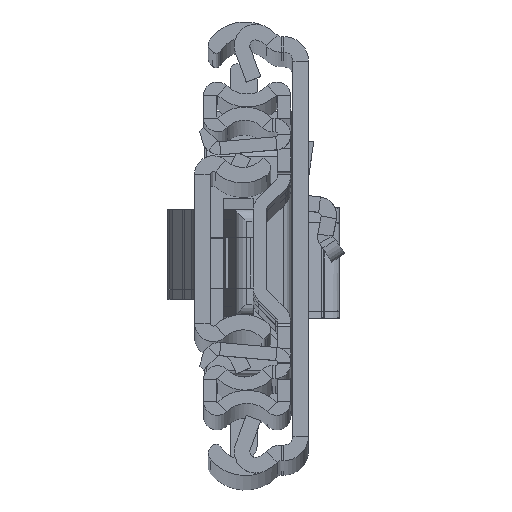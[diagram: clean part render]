
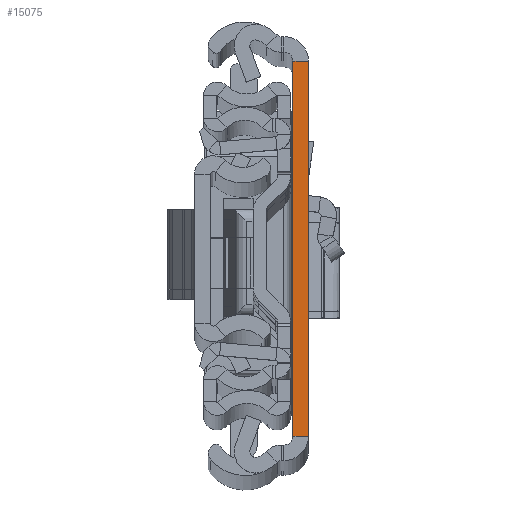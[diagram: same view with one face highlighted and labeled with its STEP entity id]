
A CAD part, top view. The second image highlights one B-rep face of the part: STEP entity #15075.
In plain terms, the highlighted planar face has unit normal (0, 0, 1).
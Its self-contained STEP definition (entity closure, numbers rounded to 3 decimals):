
#138 = ORIENTED_EDGE ( 'NONE', *, *, #4527, .T. ) ;
#247 = PLANE ( 'NONE',  #3740 ) ;
#1586 = LINE ( 'NONE', #1779, #9471 ) ;
#1722 = ORIENTED_EDGE ( 'NONE', *, *, #2348, .T. ) ;
#1779 = CARTESIAN_POINT ( 'NONE',  ( 0., -31.5, 0. ) ) ;
#1853 = EDGE_LOOP ( 'NONE', ( #17436, #8115, #138, #1722 ) ) ;
#2153 = VECTOR ( 'NONE', #9009, 1000. ) ;
#2348 = EDGE_CURVE ( 'NONE', #14997, #14933, #11822, .T. ) ;
#2727 = EDGE_CURVE ( 'NONE', #4894, #14933, #16061, .T. ) ;
#3298 = LINE ( 'NONE', #10387, #2153 ) ;
#3740 = AXIS2_PLACEMENT_3D ( 'NONE', #12077, #6259, #15038 ) ;
#4527 = EDGE_CURVE ( 'NONE', #10588, #14997, #3298, .T. ) ;
#4894 = VERTEX_POINT ( 'NONE', #14918 ) ;
#6259 = DIRECTION ( 'NONE',  ( 0., 0., -1. ) ) ;
#6761 = EDGE_CURVE ( 'NONE', #10588, #4894, #1586, .T. ) ;
#7191 = DIRECTION ( 'NONE',  ( 0., 1., 0. ) ) ;
#7603 = DIRECTION ( 'NONE',  ( 0., 1., 0. ) ) ;
#8115 = ORIENTED_EDGE ( 'NONE', *, *, #6761, .F. ) ;
#8746 = CARTESIAN_POINT ( 'NONE',  ( 2.6, 31.5, 0. ) ) ;
#9009 = DIRECTION ( 'NONE',  ( 1., 0., 0. ) ) ;
#9471 = VECTOR ( 'NONE', #7603, 1000. ) ;
#10205 = CARTESIAN_POINT ( 'NONE',  ( 0., -31.5, 0. ) ) ;
#10387 = CARTESIAN_POINT ( 'NONE',  ( 2.6, -31.5, 0. ) ) ;
#10588 = VERTEX_POINT ( 'NONE', #10205 ) ;
#11219 = VECTOR ( 'NONE', #7191, 1000. ) ;
#11822 = LINE ( 'NONE', #13017, #11219 ) ;
#12077 = CARTESIAN_POINT ( 'NONE',  ( 2.6, -31.5, 0. ) ) ;
#13017 = CARTESIAN_POINT ( 'NONE',  ( 2.6, -31.5, 0. ) ) ;
#13186 = DIRECTION ( 'NONE',  ( 1., 0., 0. ) ) ;
#13741 = VECTOR ( 'NONE', #13186, 1000. ) ;
#13742 = FACE_OUTER_BOUND ( 'NONE', #1853, .T. ) ;
#14918 = CARTESIAN_POINT ( 'NONE',  ( 0., 31.5, 0. ) ) ;
#14933 = VERTEX_POINT ( 'NONE', #15850 ) ;
#14997 = VERTEX_POINT ( 'NONE', #15236 ) ;
#15038 = DIRECTION ( 'NONE',  ( 0., 1., 0. ) ) ;
#15075 = ADVANCED_FACE ( 'NONE', ( #13742 ), #247, .F. ) ;
#15236 = CARTESIAN_POINT ( 'NONE',  ( 2.6, -31.5, 0. ) ) ;
#15850 = CARTESIAN_POINT ( 'NONE',  ( 2.6, 31.5, 0. ) ) ;
#16061 = LINE ( 'NONE', #8746, #13741 ) ;
#17436 = ORIENTED_EDGE ( 'NONE', *, *, #2727, .F. ) ;
